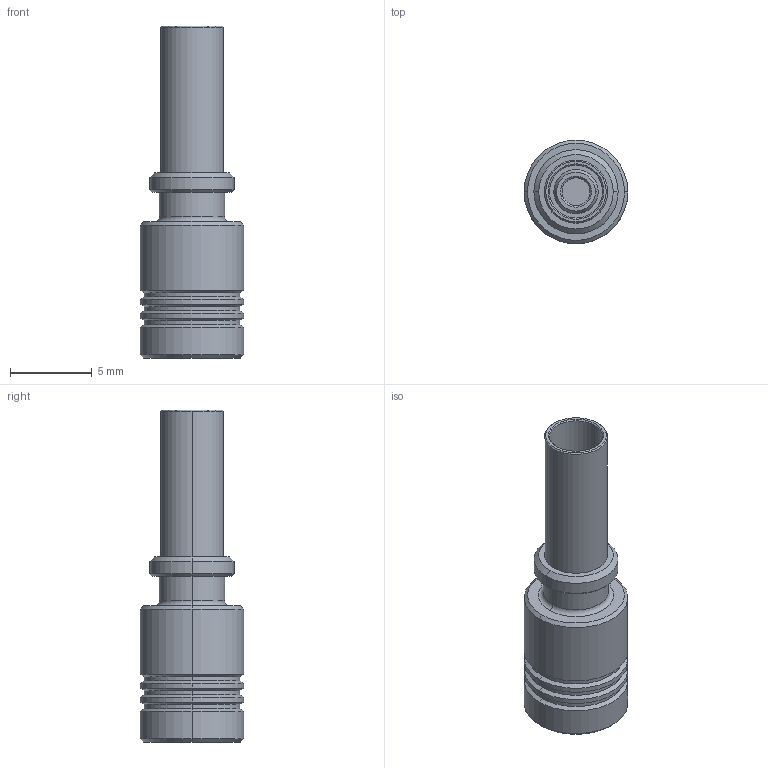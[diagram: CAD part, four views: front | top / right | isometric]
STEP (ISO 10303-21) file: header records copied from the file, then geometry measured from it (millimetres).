
FILE_DESCRIPTION (( 'STEP AP214' ), '1' );
FILE_NAME ('FMCN45873_3D.step', '2023-05-05T19:32:39', ( '' ), ( '' ), 'SwSTEP 2.0', 'SolidWorks 2022', '' );
FILE_SCHEMA (( 'AUTOMOTIVE_DESIGN' ));
Length unit declared in the file: millimetre
Products named in the file (1): FMCN45873_3D
Bounding box: 6.35 x 6.35 x 20.35 mm (x, y, z)
Volume: 306.8 mm3; surface area: 694.7 mm2
Topology: 1 solids, 1 shells, 180 faces, 421 edges, 259 vertices
Faces by surface type: cone 65, cylinder 57, plane 42, torus 16
Entity records: 5293 total; most frequent: CARTESIAN_POINT 1113, DIRECTION 911, ORIENTED_EDGE 842, EDGE_CURVE 421, AXIS2_PLACEMENT_3D 375, VERTEX_POINT 259, EDGE_LOOP 196, CIRCLE 194
